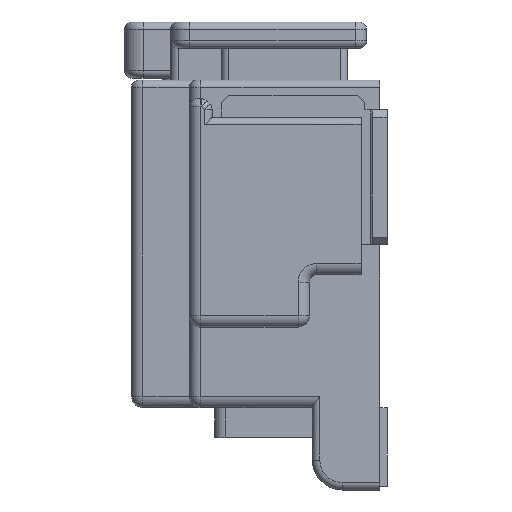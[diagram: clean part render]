
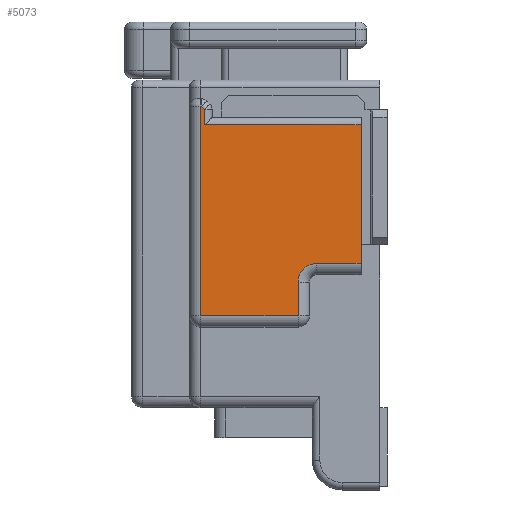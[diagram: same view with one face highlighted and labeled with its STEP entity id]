
A CAD part, left-side view. The second image highlights one B-rep face of the part: STEP entity #5073.
In plain terms, the highlighted planar face has unit normal (-1, 0, 0).
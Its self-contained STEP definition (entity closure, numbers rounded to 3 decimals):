
#278 = CARTESIAN_POINT ( 'NONE',  ( -8.1, 4.68, -0.7 ) ) ;
#567 = EDGE_CURVE ( 'NONE', #10655, #14432, #16477, .T. ) ;
#660 = EDGE_CURVE ( 'NONE', #1841, #10655, #949, .T. ) ;
#808 = EDGE_CURVE ( 'NONE', #6282, #1841, #23483, .T. ) ;
#851 = EDGE_CURVE ( 'NONE', #3038, #6282, #8221, .T. ) ;
#882 = EDGE_CURVE ( 'NONE', #5709, #3038, #2636, .T. ) ;
#949 = LINE ( 'NONE', #11771, #10333 ) ;
#951 = EDGE_CURVE ( 'NONE', #4801, #4345, #7024, .T. ) ;
#1102 = EDGE_CURVE ( 'NONE', #8331, #4801, #21318, .T. ) ;
#1141 = EDGE_CURVE ( 'NONE', #6851, #8331, #23974, .T. ) ;
#1265 = EDGE_CURVE ( 'NONE', #14432, #6851, #18409, .T. ) ;
#1377 = CARTESIAN_POINT ( 'NONE',  ( -8.1, 2.731, -2.731 ) ) ;
#1435 = CARTESIAN_POINT ( 'NONE',  ( -8.1, 0.5, -1.2 ) ) ;
#1835 = VECTOR ( 'NONE', #9467, 1000. ) ;
#1841 = VERTEX_POINT ( 'NONE', #19075 ) ;
#1871 = DIRECTION ( 'NONE',  ( 0., -0.707, -0.707 ) ) ;
#1887 = CARTESIAN_POINT ( 'NONE',  ( -8.1, 4.78, -6.3 ) ) ;
#2020 = VECTOR ( 'NONE', #5309, 1000. ) ;
#2062 = AXIS2_PLACEMENT_3D ( 'NONE', #6248, #6226, #6181 ) ;
#2636 = LINE ( 'NONE', #6541, #21923 ) ;
#2753 = CARTESIAN_POINT ( 'NONE',  ( -8.1, 4.68, -1. ) ) ;
#3038 = VERTEX_POINT ( 'NONE', #21116 ) ;
#3096 = CARTESIAN_POINT ( 'NONE',  ( -8.1, 0., 0. ) ) ;
#3509 = VECTOR ( 'NONE', #24091, 1000. ) ;
#4069 = ORIENTED_EDGE ( 'NONE', *, *, #1141, .F. ) ;
#4345 = VERTEX_POINT ( 'NONE', #1435 ) ;
#4545 = DIRECTION ( 'NONE',  ( 0., 0., -1. ) ) ;
#4801 = VERTEX_POINT ( 'NONE', #13331 ) ;
#5073 = ADVANCED_FACE ( 'NONE', ( #20857 ), #6777, .T. ) ;
#5250 = EDGE_CURVE ( 'NONE', #4345, #5709, #7446, .T. ) ;
#5251 = ORIENTED_EDGE ( 'NONE', *, *, #660, .F. ) ;
#5297 = VECTOR ( 'NONE', #4545, 1000. ) ;
#5309 = DIRECTION ( 'NONE',  ( 0., -1., 0. ) ) ;
#5370 = CARTESIAN_POINT ( 'NONE',  ( -8.1, 0.5, -1.2 ) ) ;
#5681 = DIRECTION ( 'NONE',  ( 0., 1., 0. ) ) ;
#5709 = VERTEX_POINT ( 'NONE', #8052 ) ;
#6125 = ORIENTED_EDGE ( 'NONE', *, *, #951, .F. ) ;
#6181 = DIRECTION ( 'NONE',  ( 0., 0., -1. ) ) ;
#6226 = DIRECTION ( 'NONE',  ( -1., 0., 0. ) ) ;
#6248 = CARTESIAN_POINT ( 'NONE',  ( -8.1, 1.68, -5.4 ) ) ;
#6282 = VERTEX_POINT ( 'NONE', #8276 ) ;
#6541 = CARTESIAN_POINT ( 'NONE',  ( -8.1, 1.68, -4.9 ) ) ;
#6777 = PLANE ( 'NONE',  #18690 ) ;
#6851 = VERTEX_POINT ( 'NONE', #23130 ) ;
#7024 = LINE ( 'NONE', #5370, #2020 ) ;
#7150 = DIRECTION ( 'NONE',  ( 0., 0., -1. ) ) ;
#7446 = LINE ( 'NONE', #22518, #1835 ) ;
#7449 = CARTESIAN_POINT ( 'NONE',  ( -8.1, 2.18, -6.6 ) ) ;
#8052 = CARTESIAN_POINT ( 'NONE',  ( -8.1, 0.5, -4.9 ) ) ;
#8221 = CIRCLE ( 'NONE', #2062, 0.5 ) ;
#8276 = CARTESIAN_POINT ( 'NONE',  ( -8.1, 2.18, -5.4 ) ) ;
#8331 = VERTEX_POINT ( 'NONE', #11149 ) ;
#9081 = VECTOR ( 'NONE', #1871, 1000. ) ;
#9467 = DIRECTION ( 'NONE',  ( 0., 0., -1. ) ) ;
#10333 = VECTOR ( 'NONE', #11639, 1000. ) ;
#10618 = DIRECTION ( 'NONE',  ( 0., 0., -1. ) ) ;
#10655 = VERTEX_POINT ( 'NONE', #1887 ) ;
#10775 = ORIENTED_EDGE ( 'NONE', *, *, #808, .F. ) ;
#11149 = CARTESIAN_POINT ( 'NONE',  ( -8.1, 4.68, -0.783 ) ) ;
#11491 = VECTOR ( 'NONE', #12957, 1000. ) ;
#11639 = DIRECTION ( 'NONE',  ( 0., 1., 0. ) ) ;
#11675 = ORIENTED_EDGE ( 'NONE', *, *, #1102, .F. ) ;
#11771 = CARTESIAN_POINT ( 'NONE',  ( -8.1, 5.08, -6.3 ) ) ;
#12957 = DIRECTION ( 'NONE',  ( 0., 0., 1. ) ) ;
#13200 = CARTESIAN_POINT ( 'NONE',  ( -8.1, 4.78, 0. ) ) ;
#13331 = CARTESIAN_POINT ( 'NONE',  ( -8.1, 4.68, -1.2 ) ) ;
#14432 = VERTEX_POINT ( 'NONE', #23256 ) ;
#16477 = LINE ( 'NONE', #13200, #11491 ) ;
#18361 = ORIENTED_EDGE ( 'NONE', *, *, #567, .F. ) ;
#18409 = LINE ( 'NONE', #278, #3509 ) ;
#18486 = VECTOR ( 'NONE', #7150, 1000. ) ;
#18690 = AXIS2_PLACEMENT_3D ( 'NONE', #3096, #21779, #10618 ) ;
#19075 = CARTESIAN_POINT ( 'NONE',  ( -8.1, 2.18, -6.3 ) ) ;
#19541 = ORIENTED_EDGE ( 'NONE', *, *, #1265, .F. ) ;
#20394 = ORIENTED_EDGE ( 'NONE', *, *, #5250, .F. ) ;
#20857 = FACE_OUTER_BOUND ( 'NONE', #22588, .T. ) ;
#21116 = CARTESIAN_POINT ( 'NONE',  ( -8.1, 1.68, -4.9 ) ) ;
#21274 = ORIENTED_EDGE ( 'NONE', *, *, #851, .F. ) ;
#21318 = LINE ( 'NONE', #2753, #5297 ) ;
#21779 = DIRECTION ( 'NONE',  ( -1., 0., 0. ) ) ;
#21923 = VECTOR ( 'NONE', #5681, 1000. ) ;
#22518 = CARTESIAN_POINT ( 'NONE',  ( -8.1, 0.5, -1. ) ) ;
#22588 = EDGE_LOOP ( 'NONE', ( #18361, #5251, #10775, #21274, #23060, #20394, #6125, #11675, #4069, #19541 ) ) ;
#23060 = ORIENTED_EDGE ( 'NONE', *, *, #882, .F. ) ;
#23130 = CARTESIAN_POINT ( 'NONE',  ( -8.1, 4.763, -0.7 ) ) ;
#23256 = CARTESIAN_POINT ( 'NONE',  ( -8.1, 4.78, -0.7 ) ) ;
#23483 = LINE ( 'NONE', #7449, #18486 ) ;
#23974 = LINE ( 'NONE', #1377, #9081 ) ;
#24091 = DIRECTION ( 'NONE',  ( 0., -1., 0. ) ) ;
